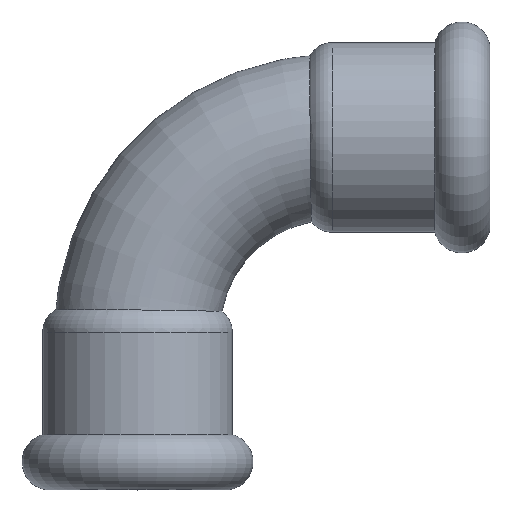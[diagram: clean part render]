
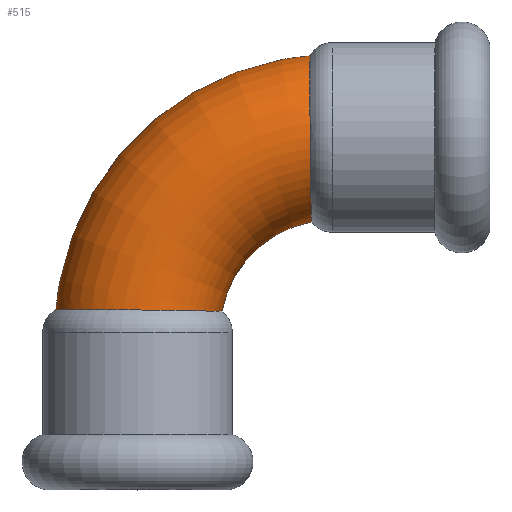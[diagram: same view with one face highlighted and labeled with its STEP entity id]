
A CAD part, top view. The second image highlights one B-rep face of the part: STEP entity #515.
In plain terms, the highlighted toroidal (fillet/blend) face has major radius 26 mm and minor radius 11 mm.
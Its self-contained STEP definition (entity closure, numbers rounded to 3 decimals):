
#20=B_SPLINE_CURVE_WITH_KNOTS('',3,(#958,#959,#960,#961,#962,#963,#964,
#965,#966,#967,#968,#969),.UNSPECIFIED.,.F.,.F.,(4,2,2,2,2,4),(5.234,
5.605,6.037,6.467,6.71,6.953),
 .UNSPECIFIED.);
#21=B_SPLINE_CURVE_WITH_KNOTS('',3,(#971,#972,#973,#974,#975,#976,#977,
#978,#979,#980,#981,#982,#983,#984,#985,#986,#987,#988,#989,#990),
 .UNSPECIFIED.,.F.,.F.,(4,2,2,2,2,2,2,2,2,4),(0.,0.428,0.858,
1.288,1.72,2.155,2.592,3.028,
3.458,3.477),.UNSPECIFIED.);
#22=B_SPLINE_CURVE_WITH_KNOTS('',3,(#991,#992,#993,#994,#995,#996,#997,
#998,#999,#1000,#1001,#1002),.UNSPECIFIED.,.F.,.F.,(4,2,2,2,2,4),(3.477,
3.881,4.306,4.737,5.171,5.234),
 .UNSPECIFIED.);
#26=B_SPLINE_CURVE_WITH_KNOTS('',3,(#1085,#1086,#1087,#1088,#1089,#1090,
#1091,#1092,#1093,#1094,#1095,#1096),.UNSPECIFIED.,.F.,.F.,(4,2,2,2,2,4),
(3.477,3.881,4.306,4.737,5.171,
5.234),.UNSPECIFIED.);
#27=B_SPLINE_CURVE_WITH_KNOTS('',3,(#1098,#1099,#1100,#1101,#1102,#1103,
#1104,#1105,#1106,#1107,#1108,#1109,#1110,#1111,#1112,#1113,#1114,#1115,
#1116,#1117),.UNSPECIFIED.,.F.,.F.,(4,2,2,2,2,2,2,2,2,4),(0.,0.428,
0.858,1.288,1.72,2.155,2.592,
3.028,3.458,3.477),.UNSPECIFIED.);
#28=B_SPLINE_CURVE_WITH_KNOTS('',3,(#1118,#1119,#1120,#1121,#1122,#1123,
#1124,#1125,#1126,#1127,#1128,#1129),.UNSPECIFIED.,.F.,.F.,(4,2,2,2,2,4),
(5.234,5.605,6.037,6.467,6.71,
6.953),.UNSPECIFIED.);
#73=FACE_OUTER_BOUND('',#95,.T.);
#95=EDGE_LOOP('',(#440,#441,#442,#443,#444,#445,#446,#447));
#159=CIRCLE('',#616,15.);
#207=VERTEX_POINT('',#955);
#208=VERTEX_POINT('',#957);
#209=VERTEX_POINT('',#970);
#223=VERTEX_POINT('',#1082);
#224=VERTEX_POINT('',#1084);
#225=VERTEX_POINT('',#1097);
#280=EDGE_CURVE('',#207,#208,#20,.T.);
#281=EDGE_CURVE('',#208,#209,#21,.T.);
#282=EDGE_CURVE('',#209,#207,#22,.T.);
#303=EDGE_CURVE('',#224,#223,#26,.T.);
#304=EDGE_CURVE('',#225,#224,#27,.T.);
#305=EDGE_CURVE('',#223,#225,#28,.T.);
#306=EDGE_CURVE('',#224,#209,#159,.T.);
#440=ORIENTED_EDGE('',*,*,#304,.T.);
#441=ORIENTED_EDGE('',*,*,#306,.T.);
#442=ORIENTED_EDGE('',*,*,#281,.F.);
#443=ORIENTED_EDGE('',*,*,#280,.F.);
#444=ORIENTED_EDGE('',*,*,#282,.F.);
#445=ORIENTED_EDGE('',*,*,#306,.F.);
#446=ORIENTED_EDGE('',*,*,#303,.T.);
#447=ORIENTED_EDGE('',*,*,#305,.T.);
#496=TOROIDAL_SURFACE('',#615,26.,11.);
#515=ADVANCED_FACE('',(#73),#496,.T.);
#615=AXIS2_PLACEMENT_3D('',#1130,#784,#785);
#616=AXIS2_PLACEMENT_3D('',#1131,#786,#787);
#784=DIRECTION('center_axis',(0.,0.,-1.));
#785=DIRECTION('ref_axis',(-1.,0.,0.));
#786=DIRECTION('center_axis',(0.,0.,1.));
#787=DIRECTION('ref_axis',(-1.,0.,0.));
#955=CARTESIAN_POINT('',(-47.,-23.028,10.999));
#957=CARTESIAN_POINT('',(-57.874,-22.954,0.));
#958=CARTESIAN_POINT('Ctrl Pts',(-47.,-23.028,10.999));
#959=CARTESIAN_POINT('Ctrl Pts',(-48.235,-23.016,10.98));
#960=CARTESIAN_POINT('Ctrl Pts',(-49.46,-23.006,10.755));
#961=CARTESIAN_POINT('Ctrl Pts',(-51.977,-22.988,9.839));
#962=CARTESIAN_POINT('Ctrl Pts',(-53.222,-22.98,9.087));
#963=CARTESIAN_POINT('Ctrl Pts',(-55.346,-22.967,7.151));
#964=CARTESIAN_POINT('Ctrl Pts',(-56.207,-22.963,5.988));
#965=CARTESIAN_POINT('Ctrl Pts',(-57.166,-22.958,3.961));
#966=CARTESIAN_POINT('Ctrl Pts',(-57.43,-22.956,3.194));
#967=CARTESIAN_POINT('Ctrl Pts',(-57.785,-22.955,1.615));
#968=CARTESIAN_POINT('Ctrl Pts',(-57.874,-22.954,0.809));
#969=CARTESIAN_POINT('Ctrl Pts',(-57.874,-22.954,0.));
#970=CARTESIAN_POINT('',(-35.738,-23.209,0.));
#971=CARTESIAN_POINT('Ctrl Pts',(-57.874,-22.954,0.));
#972=CARTESIAN_POINT('Ctrl Pts',(-57.874,-22.954,-1.428));
#973=CARTESIAN_POINT('Ctrl Pts',(-57.595,-22.956,-2.843));
#974=CARTESIAN_POINT('Ctrl Pts',(-56.51,-22.961,-5.487));
#975=CARTESIAN_POINT('Ctrl Pts',(-55.714,-22.965,-6.692));
#976=CARTESIAN_POINT('Ctrl Pts',(-53.702,-22.977,-8.732));
#977=CARTESIAN_POINT('Ctrl Pts',(-52.505,-22.984,-9.547));
#978=CARTESIAN_POINT('Ctrl Pts',(-49.859,-23.003,-10.676));
#979=CARTESIAN_POINT('Ctrl Pts',(-48.435,-23.014,-10.978));
#980=CARTESIAN_POINT('Ctrl Pts',(-45.544,-23.042,-11.02));
#981=CARTESIAN_POINT('Ctrl Pts',(-44.103,-23.058,-10.758));
#982=CARTESIAN_POINT('Ctrl Pts',(-41.399,-23.094,-9.695));
#983=CARTESIAN_POINT('Ctrl Pts',(-40.161,-23.114,-8.901));
#984=CARTESIAN_POINT('Ctrl Pts',(-38.066,-23.153,-6.886));
#985=CARTESIAN_POINT('Ctrl Pts',(-37.226,-23.172,-5.683));
#986=CARTESIAN_POINT('Ctrl Pts',(-36.074,-23.2,-3.038));
#987=CARTESIAN_POINT('Ctrl Pts',(-35.765,-23.208,-1.625));
#988=CARTESIAN_POINT('Ctrl Pts',(-35.739,-23.209,-0.128));
#989=CARTESIAN_POINT('Ctrl Pts',(-35.738,-23.209,-0.064));
#990=CARTESIAN_POINT('Ctrl Pts',(-35.738,-23.209,0.));
#991=CARTESIAN_POINT('Ctrl Pts',(-35.738,-23.209,0.));
#992=CARTESIAN_POINT('Ctrl Pts',(-35.738,-23.209,1.347));
#993=CARTESIAN_POINT('Ctrl Pts',(-35.989,-23.202,2.681));
#994=CARTESIAN_POINT('Ctrl Pts',(-36.988,-23.177,5.258));
#995=CARTESIAN_POINT('Ctrl Pts',(-37.751,-23.16,6.465));
#996=CARTESIAN_POINT('Ctrl Pts',(-39.704,-23.122,8.542));
#997=CARTESIAN_POINT('Ctrl Pts',(-40.882,-23.102,9.388));
#998=CARTESIAN_POINT('Ctrl Pts',(-43.504,-23.065,10.59));
#999=CARTESIAN_POINT('Ctrl Pts',(-44.927,-23.049,10.931));
#1000=CARTESIAN_POINT('Ctrl Pts',(-46.583,-23.032,10.999));
#1001=CARTESIAN_POINT('Ctrl Pts',(-46.791,-23.03,11.002));
#1002=CARTESIAN_POINT('Ctrl Pts',(-47.,-23.028,10.999));
#1082=CARTESIAN_POINT('',(-23.972,0.,10.999));
#1084=CARTESIAN_POINT('',(-23.791,-11.262,0.));
#1085=CARTESIAN_POINT('Ctrl Pts',(-23.791,-11.262,0.));
#1086=CARTESIAN_POINT('Ctrl Pts',(-23.791,-11.262,1.347));
#1087=CARTESIAN_POINT('Ctrl Pts',(-23.798,-11.011,2.681));
#1088=CARTESIAN_POINT('Ctrl Pts',(-23.823,-10.012,5.258));
#1089=CARTESIAN_POINT('Ctrl Pts',(-23.84,-9.249,6.465));
#1090=CARTESIAN_POINT('Ctrl Pts',(-23.878,-7.296,8.542));
#1091=CARTESIAN_POINT('Ctrl Pts',(-23.898,-6.118,9.388));
#1092=CARTESIAN_POINT('Ctrl Pts',(-23.935,-3.496,10.59));
#1093=CARTESIAN_POINT('Ctrl Pts',(-23.951,-2.073,10.931));
#1094=CARTESIAN_POINT('Ctrl Pts',(-23.968,-0.417,
10.999));
#1095=CARTESIAN_POINT('Ctrl Pts',(-23.97,-0.209,
11.002));
#1096=CARTESIAN_POINT('Ctrl Pts',(-23.972,0.,
10.999));
#1097=CARTESIAN_POINT('',(-24.046,10.874,0.));
#1098=CARTESIAN_POINT('Ctrl Pts',(-24.046,10.874,0.));
#1099=CARTESIAN_POINT('Ctrl Pts',(-24.046,10.874,-1.428));
#1100=CARTESIAN_POINT('Ctrl Pts',(-24.044,10.595,-2.843));
#1101=CARTESIAN_POINT('Ctrl Pts',(-24.039,9.51,-5.487));
#1102=CARTESIAN_POINT('Ctrl Pts',(-24.035,8.714,-6.692));
#1103=CARTESIAN_POINT('Ctrl Pts',(-24.023,6.702,-8.732));
#1104=CARTESIAN_POINT('Ctrl Pts',(-24.016,5.505,-9.547));
#1105=CARTESIAN_POINT('Ctrl Pts',(-23.997,2.859,-10.676));
#1106=CARTESIAN_POINT('Ctrl Pts',(-23.986,1.435,-10.978));
#1107=CARTESIAN_POINT('Ctrl Pts',(-23.958,-1.456,-11.02));
#1108=CARTESIAN_POINT('Ctrl Pts',(-23.942,-2.897,-10.758));
#1109=CARTESIAN_POINT('Ctrl Pts',(-23.906,-5.601,-9.695));
#1110=CARTESIAN_POINT('Ctrl Pts',(-23.886,-6.839,-8.901));
#1111=CARTESIAN_POINT('Ctrl Pts',(-23.847,-8.934,-6.886));
#1112=CARTESIAN_POINT('Ctrl Pts',(-23.828,-9.774,-5.683));
#1113=CARTESIAN_POINT('Ctrl Pts',(-23.8,-10.926,-3.038));
#1114=CARTESIAN_POINT('Ctrl Pts',(-23.792,-11.235,-1.625));
#1115=CARTESIAN_POINT('Ctrl Pts',(-23.791,-11.261,-0.128));
#1116=CARTESIAN_POINT('Ctrl Pts',(-23.791,-11.262,-0.064));
#1117=CARTESIAN_POINT('Ctrl Pts',(-23.791,-11.262,0.));
#1118=CARTESIAN_POINT('Ctrl Pts',(-23.972,0.,
10.999));
#1119=CARTESIAN_POINT('Ctrl Pts',(-23.984,1.235,10.98));
#1120=CARTESIAN_POINT('Ctrl Pts',(-23.994,2.46,10.755));
#1121=CARTESIAN_POINT('Ctrl Pts',(-24.012,4.977,9.839));
#1122=CARTESIAN_POINT('Ctrl Pts',(-24.02,6.222,9.087));
#1123=CARTESIAN_POINT('Ctrl Pts',(-24.033,8.346,7.151));
#1124=CARTESIAN_POINT('Ctrl Pts',(-24.037,9.207,5.988));
#1125=CARTESIAN_POINT('Ctrl Pts',(-24.042,10.166,3.961));
#1126=CARTESIAN_POINT('Ctrl Pts',(-24.044,10.43,3.194));
#1127=CARTESIAN_POINT('Ctrl Pts',(-24.045,10.785,1.615));
#1128=CARTESIAN_POINT('Ctrl Pts',(-24.046,10.874,0.809));
#1129=CARTESIAN_POINT('Ctrl Pts',(-24.046,10.874,0.));
#1130=CARTESIAN_POINT('Origin',(-21.,-26.,0.));
#1131=CARTESIAN_POINT('Origin',(-21.,-26.,0.));
